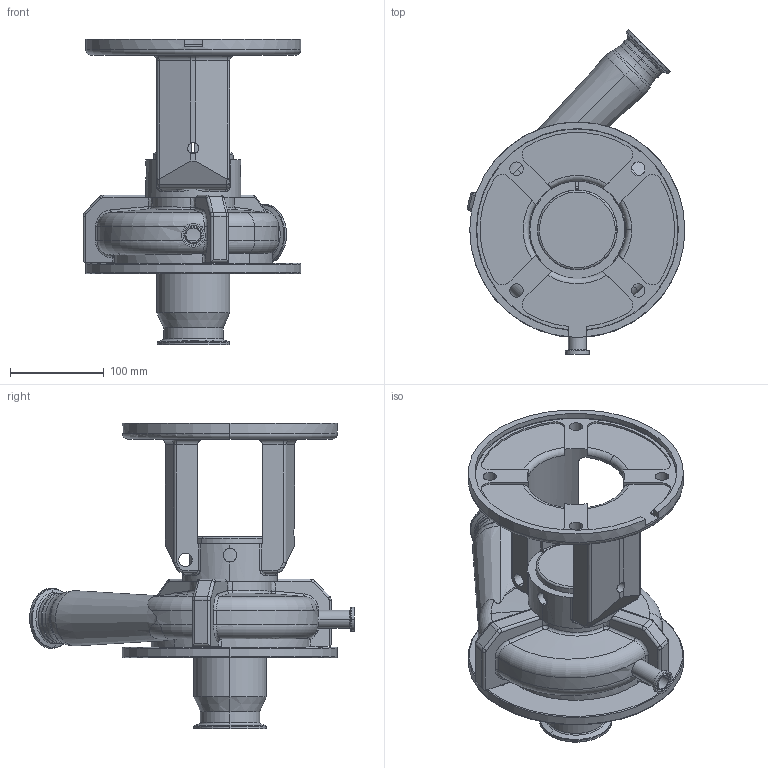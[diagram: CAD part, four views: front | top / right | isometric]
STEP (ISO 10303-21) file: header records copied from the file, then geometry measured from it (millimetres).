
FILE_DESCRIPTION (( 'STEP AP214' ), '1' );
FILE_NAME ('FPR 3521-3522 180-250TC 45L 3-4 IN STR DRAIN.STEP', '2022-12-22T19:06:23', ( '' ), ( '' ), 'SwSTEP 2.0', 'SolidWorks 2021', '' );
FILE_SCHEMA (( 'AUTOMOTIVE_DESIGN' ));
Length unit declared in the file: millimetre
Products named in the file (1): FPR 3521-3522 180-250TC 45L 3-4 IN STR DRAIN
Bounding box: 232.82 x 347.2 x 326.5 mm (x, y, z)
Volume: 3211038.3 mm3; surface area: 415576.4 mm2
Topology: 1 solids, 1 shells, 457 faces, 1171 edges, 709 vertices
Faces by surface type: cylinder 172, torus 94, plane 85, bspline 58, cone 43, sphere 5
Entity records: 19346 total; most frequent: CARTESIAN_POINT 8616, ORIENTED_EDGE 2330, DIRECTION 2227, EDGE_CURVE 1165, AXIS2_PLACEMENT_3D 927, VERTEX_POINT 709, CIRCLE 527, EDGE_LOOP 484
